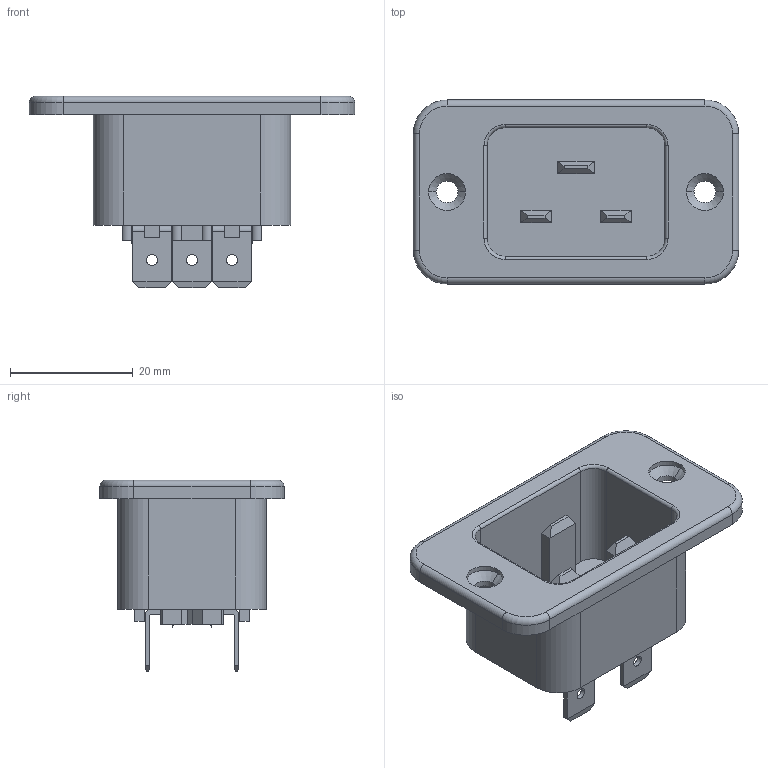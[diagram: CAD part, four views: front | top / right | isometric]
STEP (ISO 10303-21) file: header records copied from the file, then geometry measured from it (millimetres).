
FILE_DESCRIPTION (( 'STEP AP214' ), '1' );
FILE_NAME ('744W.STEP', '2014-05-30T01:09:22', ( 'USER' ), ( 'NONE' ), 'SwSTEP 2.0', 'SolidWorks 2010', '' );
FILE_SCHEMA (( 'AUTOMOTIVE_DESIGN' ));
Length unit declared in the file: millimetre
Products named in the file (1): 744W
Bounding box: 53 x 30 x 31.2 mm (x, y, z)
Surface area: 8652.7 mm2 (no closed solid volume)
Topology: 0 solids, 11 shells, 196 faces, 619 edges, 424 vertices
Faces by surface type: plane 137, cylinder 46, torus 8, cone 4, bspline 1
Entity records: 8872 total; most frequent: CARTESIAN_POINT 1255, DIRECTION 1111, ORIENTED_EDGE 1046, EDGE_CURVE 619, VECTOR 519, LINE 519, VERTEX_POINT 424, AXIS2_PLACEMENT_3D 296
